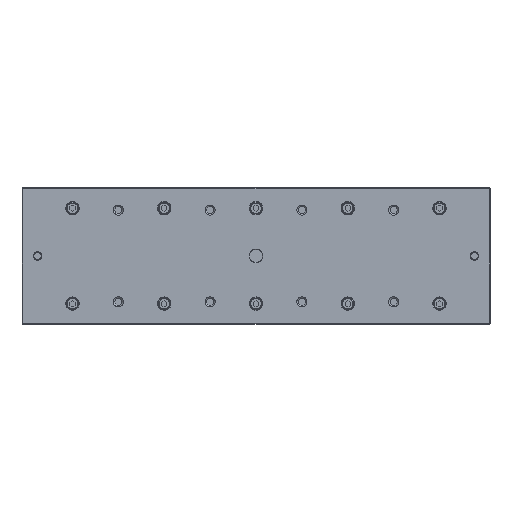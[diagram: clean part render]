
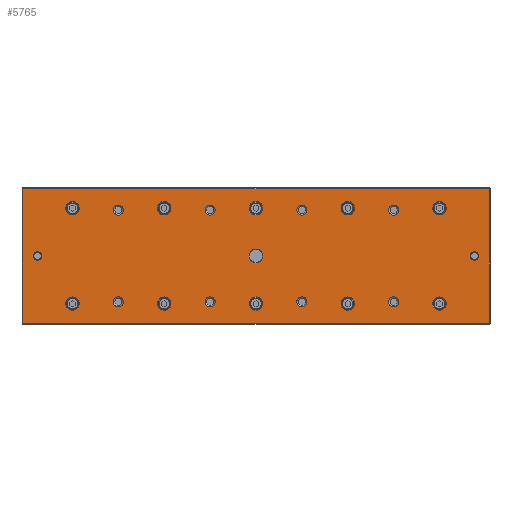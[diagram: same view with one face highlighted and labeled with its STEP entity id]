
A CAD part, top view. The second image highlights one B-rep face of the part: STEP entity #5765.
In plain terms, the highlighted planar face has unit normal (0, 0, 1).
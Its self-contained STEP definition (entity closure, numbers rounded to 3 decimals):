
#4964=FACE_BOUND('',#8693,.T.);
#4965=FACE_BOUND('',#8694,.T.);
#4966=FACE_BOUND('',#8695,.T.);
#4967=FACE_BOUND('',#8696,.T.);
#4968=FACE_BOUND('',#8697,.T.);
#4969=FACE_BOUND('',#8698,.T.);
#4970=FACE_BOUND('',#8699,.T.);
#4971=FACE_BOUND('',#8700,.T.);
#4972=FACE_BOUND('',#8701,.T.);
#4973=FACE_BOUND('',#8702,.T.);
#4974=FACE_BOUND('',#8703,.T.);
#4975=FACE_BOUND('',#8704,.T.);
#4976=FACE_BOUND('',#8705,.T.);
#4977=FACE_BOUND('',#8706,.T.);
#4978=FACE_BOUND('',#8707,.T.);
#4979=FACE_BOUND('',#8708,.T.);
#4980=FACE_BOUND('',#8709,.T.);
#4981=FACE_BOUND('',#8710,.T.);
#4982=FACE_BOUND('',#8711,.T.);
#4983=FACE_BOUND('',#8712,.T.);
#4984=FACE_BOUND('',#8713,.T.);
#4985=FACE_BOUND('',#8714,.T.);
#5387=CIRCLE('',#23400,7.5);
#5388=CIRCLE('',#23401,4.5);
#5389=CIRCLE('',#23402,4.5);
#5390=CIRCLE('',#23403,5.5);
#5391=CIRCLE('',#23404,5.5);
#5392=CIRCLE('',#23405,5.5);
#5393=CIRCLE('',#23406,5.5);
#5394=CIRCLE('',#23407,5.5);
#5395=CIRCLE('',#23408,5.5);
#5396=CIRCLE('',#23409,5.5);
#5397=CIRCLE('',#23410,5.5);
#5398=CIRCLE('',#23411,7.325);
#5399=CIRCLE('',#23412,7.325);
#5400=CIRCLE('',#23413,7.325);
#5401=CIRCLE('',#23414,7.325);
#5402=CIRCLE('',#23415,7.325);
#5403=CIRCLE('',#23416,7.325);
#5404=CIRCLE('',#23417,7.325);
#5405=CIRCLE('',#23418,7.325);
#5406=CIRCLE('',#23419,7.325);
#5407=CIRCLE('',#23420,7.325);
#5765=ADVANCED_FACE('',(#4964,#4965,#4966,#4967,#4968,#4969,#4970,#4971,
#4972,#4973,#4974,#4975,#4976,#4977,#4978,#4979,#4980,#4981,#4982,#4983,
#4984,#4985),#6814,.F.);
#6814=PLANE('',#23421);
#8693=EDGE_LOOP('',(#11135));
#8694=EDGE_LOOP('',(#11136));
#8695=EDGE_LOOP('',(#11137));
#8696=EDGE_LOOP('',(#11138));
#8697=EDGE_LOOP('',(#11139));
#8698=EDGE_LOOP('',(#11140));
#8699=EDGE_LOOP('',(#11141));
#8700=EDGE_LOOP('',(#11142));
#8701=EDGE_LOOP('',(#11143));
#8702=EDGE_LOOP('',(#11144));
#8703=EDGE_LOOP('',(#11145));
#8704=EDGE_LOOP('',(#11146));
#8705=EDGE_LOOP('',(#11147));
#8706=EDGE_LOOP('',(#11148));
#8707=EDGE_LOOP('',(#11149));
#8708=EDGE_LOOP('',(#11150));
#8709=EDGE_LOOP('',(#11151));
#8710=EDGE_LOOP('',(#11152));
#8711=EDGE_LOOP('',(#11153));
#8712=EDGE_LOOP('',(#11154));
#8713=EDGE_LOOP('',(#11155));
#8714=EDGE_LOOP('',(#11156,#11157,#11158,#11159));
#11135=ORIENTED_EDGE('',*,*,#17532,.T.);
#11136=ORIENTED_EDGE('',*,*,#17533,.F.);
#11137=ORIENTED_EDGE('',*,*,#17534,.T.);
#11138=ORIENTED_EDGE('',*,*,#17535,.T.);
#11139=ORIENTED_EDGE('',*,*,#17536,.T.);
#11140=ORIENTED_EDGE('',*,*,#17537,.T.);
#11141=ORIENTED_EDGE('',*,*,#17538,.T.);
#11142=ORIENTED_EDGE('',*,*,#17539,.T.);
#11143=ORIENTED_EDGE('',*,*,#17540,.T.);
#11144=ORIENTED_EDGE('',*,*,#17541,.T.);
#11145=ORIENTED_EDGE('',*,*,#17542,.T.);
#11146=ORIENTED_EDGE('',*,*,#17543,.T.);
#11147=ORIENTED_EDGE('',*,*,#17544,.T.);
#11148=ORIENTED_EDGE('',*,*,#17545,.T.);
#11149=ORIENTED_EDGE('',*,*,#17546,.T.);
#11150=ORIENTED_EDGE('',*,*,#17547,.T.);
#11151=ORIENTED_EDGE('',*,*,#17548,.T.);
#11152=ORIENTED_EDGE('',*,*,#17549,.T.);
#11153=ORIENTED_EDGE('',*,*,#17550,.T.);
#11154=ORIENTED_EDGE('',*,*,#17551,.T.);
#11155=ORIENTED_EDGE('',*,*,#17552,.T.);
#11156=ORIENTED_EDGE('',*,*,#17553,.T.);
#11157=ORIENTED_EDGE('',*,*,#17554,.T.);
#11158=ORIENTED_EDGE('',*,*,#17555,.T.);
#11159=ORIENTED_EDGE('',*,*,#17556,.T.);
#15631=VERTEX_POINT('',#30987);
#15632=VERTEX_POINT('',#30989);
#15633=VERTEX_POINT('',#30991);
#15634=VERTEX_POINT('',#30993);
#15635=VERTEX_POINT('',#30995);
#15636=VERTEX_POINT('',#30997);
#15637=VERTEX_POINT('',#30999);
#15638=VERTEX_POINT('',#31001);
#15639=VERTEX_POINT('',#31003);
#15640=VERTEX_POINT('',#31005);
#15641=VERTEX_POINT('',#31007);
#15642=VERTEX_POINT('',#31009);
#15643=VERTEX_POINT('',#31011);
#15644=VERTEX_POINT('',#31013);
#15645=VERTEX_POINT('',#31015);
#15646=VERTEX_POINT('',#31017);
#15647=VERTEX_POINT('',#31019);
#15648=VERTEX_POINT('',#31021);
#15649=VERTEX_POINT('',#31023);
#15650=VERTEX_POINT('',#31025);
#15651=VERTEX_POINT('',#31027);
#15652=VERTEX_POINT('',#31029);
#15653=VERTEX_POINT('',#31030);
#15654=VERTEX_POINT('',#31032);
#15655=VERTEX_POINT('',#31034);
#17532=EDGE_CURVE('',#15631,#15631,#5387,.T.);
#17533=EDGE_CURVE('',#15632,#15632,#5388,.T.);
#17534=EDGE_CURVE('',#15633,#15633,#5389,.T.);
#17535=EDGE_CURVE('',#15634,#15634,#5390,.T.);
#17536=EDGE_CURVE('',#15635,#15635,#5391,.T.);
#17537=EDGE_CURVE('',#15636,#15636,#5392,.T.);
#17538=EDGE_CURVE('',#15637,#15637,#5393,.T.);
#17539=EDGE_CURVE('',#15638,#15638,#5394,.T.);
#17540=EDGE_CURVE('',#15639,#15639,#5395,.T.);
#17541=EDGE_CURVE('',#15640,#15640,#5396,.T.);
#17542=EDGE_CURVE('',#15641,#15641,#5397,.T.);
#17543=EDGE_CURVE('',#15642,#15642,#5398,.T.);
#17544=EDGE_CURVE('',#15643,#15643,#5399,.T.);
#17545=EDGE_CURVE('',#15644,#15644,#5400,.T.);
#17546=EDGE_CURVE('',#15645,#15645,#5401,.T.);
#17547=EDGE_CURVE('',#15646,#15646,#5402,.T.);
#17548=EDGE_CURVE('',#15647,#15647,#5403,.T.);
#17549=EDGE_CURVE('',#15648,#15648,#5404,.T.);
#17550=EDGE_CURVE('',#15649,#15649,#5405,.T.);
#17551=EDGE_CURVE('',#15650,#15650,#5406,.T.);
#17552=EDGE_CURVE('',#15651,#15651,#5407,.T.);
#17553=EDGE_CURVE('',#15652,#15653,#19826,.T.);
#17554=EDGE_CURVE('',#15653,#15654,#19827,.T.);
#17555=EDGE_CURVE('',#15654,#15655,#19828,.T.);
#17556=EDGE_CURVE('',#15655,#15652,#19829,.T.);
#19826=LINE('',#31028,#21776);
#19827=LINE('',#31031,#21777);
#19828=LINE('',#31033,#21778);
#19829=LINE('',#31035,#21779);
#21776=VECTOR('',#25649,1.);
#21777=VECTOR('',#25650,1.);
#21778=VECTOR('',#25651,1.);
#21779=VECTOR('',#25652,1.);
#23400=AXIS2_PLACEMENT_3D('',#30986,#25607,#25608);
#23401=AXIS2_PLACEMENT_3D('',#30988,#25609,#25610);
#23402=AXIS2_PLACEMENT_3D('',#30990,#25611,#25612);
#23403=AXIS2_PLACEMENT_3D('',#30992,#25613,#25614);
#23404=AXIS2_PLACEMENT_3D('',#30994,#25615,#25616);
#23405=AXIS2_PLACEMENT_3D('',#30996,#25617,#25618);
#23406=AXIS2_PLACEMENT_3D('',#30998,#25619,#25620);
#23407=AXIS2_PLACEMENT_3D('',#31000,#25621,#25622);
#23408=AXIS2_PLACEMENT_3D('',#31002,#25623,#25624);
#23409=AXIS2_PLACEMENT_3D('',#31004,#25625,#25626);
#23410=AXIS2_PLACEMENT_3D('',#31006,#25627,#25628);
#23411=AXIS2_PLACEMENT_3D('',#31008,#25629,#25630);
#23412=AXIS2_PLACEMENT_3D('',#31010,#25631,#25632);
#23413=AXIS2_PLACEMENT_3D('',#31012,#25633,#25634);
#23414=AXIS2_PLACEMENT_3D('',#31014,#25635,#25636);
#23415=AXIS2_PLACEMENT_3D('',#31016,#25637,#25638);
#23416=AXIS2_PLACEMENT_3D('',#31018,#25639,#25640);
#23417=AXIS2_PLACEMENT_3D('',#31020,#25641,#25642);
#23418=AXIS2_PLACEMENT_3D('',#31022,#25643,#25644);
#23419=AXIS2_PLACEMENT_3D('',#31024,#25645,#25646);
#23420=AXIS2_PLACEMENT_3D('',#31026,#25647,#25648);
#23421=AXIS2_PLACEMENT_3D('',#31036,#25653,#25654);
#25607=DIRECTION('',(0.,0.,-1.));
#25608=DIRECTION('',(-1.,0.,0.));
#25609=DIRECTION('',(0.,0.,1.));
#25610=DIRECTION('',(1.,0.,0.));
#25611=DIRECTION('',(0.,0.,-1.));
#25612=DIRECTION('',(-1.,0.,0.));
#25613=DIRECTION('',(0.,0.,-1.));
#25614=DIRECTION('',(-1.,0.,0.));
#25615=DIRECTION('',(0.,0.,-1.));
#25616=DIRECTION('',(-1.,0.,0.));
#25617=DIRECTION('',(0.,0.,-1.));
#25618=DIRECTION('',(-1.,0.,0.));
#25619=DIRECTION('',(0.,0.,-1.));
#25620=DIRECTION('',(-1.,0.,0.));
#25621=DIRECTION('',(0.,0.,-1.));
#25622=DIRECTION('',(-1.,0.,0.));
#25623=DIRECTION('',(0.,0.,-1.));
#25624=DIRECTION('',(-1.,0.,0.));
#25625=DIRECTION('',(0.,0.,-1.));
#25626=DIRECTION('',(-1.,0.,0.));
#25627=DIRECTION('',(0.,0.,-1.));
#25628=DIRECTION('',(-1.,0.,0.));
#25629=DIRECTION('',(0.,0.,-1.));
#25630=DIRECTION('',(-1.,0.,0.));
#25631=DIRECTION('',(0.,0.,-1.));
#25632=DIRECTION('',(-1.,0.,0.));
#25633=DIRECTION('',(0.,0.,-1.));
#25634=DIRECTION('',(-1.,0.,0.));
#25635=DIRECTION('',(0.,0.,-1.));
#25636=DIRECTION('',(-1.,0.,0.));
#25637=DIRECTION('',(0.,0.,-1.));
#25638=DIRECTION('',(-1.,0.,0.));
#25639=DIRECTION('',(0.,0.,-1.));
#25640=DIRECTION('',(-1.,0.,0.));
#25641=DIRECTION('',(0.,0.,-1.));
#25642=DIRECTION('',(-1.,0.,0.));
#25643=DIRECTION('',(0.,0.,-1.));
#25644=DIRECTION('',(-1.,0.,0.));
#25645=DIRECTION('',(0.,0.,-1.));
#25646=DIRECTION('',(-1.,0.,0.));
#25647=DIRECTION('',(0.,0.,-1.));
#25648=DIRECTION('',(-1.,0.,0.));
#25649=DIRECTION('',(1.,0.,0.));
#25650=DIRECTION('',(0.,1.,0.));
#25651=DIRECTION('',(-1.,0.,0.));
#25652=DIRECTION('',(0.,-1.,0.));
#25653=DIRECTION('',(0.,0.,-1.));
#25654=DIRECTION('',(-1.,0.,0.));
#30986=CARTESIAN_POINT('',(335.,74.2,60.));
#30987=CARTESIAN_POINT('',(327.5,74.2,60.));
#30988=CARTESIAN_POINT('',(573.,74.2,60.));
#30989=CARTESIAN_POINT('',(577.5,74.2,60.));
#30990=CARTESIAN_POINT('',(97.,74.2,60.));
#30991=CARTESIAN_POINT('',(92.5,74.2,60.));
#30992=CARTESIAN_POINT('',(485.,24.2,60.));
#30993=CARTESIAN_POINT('',(479.5,24.2,60.));
#30994=CARTESIAN_POINT('',(485.,124.2,60.));
#30995=CARTESIAN_POINT('',(479.5,124.2,60.));
#30996=CARTESIAN_POINT('',(385.,24.2,60.));
#30997=CARTESIAN_POINT('',(379.5,24.2,60.));
#30998=CARTESIAN_POINT('',(385.,124.2,60.));
#30999=CARTESIAN_POINT('',(379.5,124.2,60.));
#31000=CARTESIAN_POINT('',(285.,24.2,60.));
#31001=CARTESIAN_POINT('',(279.5,24.2,60.));
#31002=CARTESIAN_POINT('',(285.,124.2,60.));
#31003=CARTESIAN_POINT('',(279.5,124.2,60.));
#31004=CARTESIAN_POINT('',(185.,24.2,60.));
#31005=CARTESIAN_POINT('',(179.5,24.2,60.));
#31006=CARTESIAN_POINT('',(185.,124.2,60.));
#31007=CARTESIAN_POINT('',(179.5,124.2,60.));
#31008=CARTESIAN_POINT('',(535.,22.2,60.));
#31009=CARTESIAN_POINT('',(527.675,22.2,60.));
#31010=CARTESIAN_POINT('',(535.,126.2,60.));
#31011=CARTESIAN_POINT('',(527.675,126.2,60.));
#31012=CARTESIAN_POINT('',(435.,22.2,60.));
#31013=CARTESIAN_POINT('',(427.675,22.2,60.));
#31014=CARTESIAN_POINT('',(435.,126.2,60.));
#31015=CARTESIAN_POINT('',(427.675,126.2,60.));
#31016=CARTESIAN_POINT('',(335.,22.2,60.));
#31017=CARTESIAN_POINT('',(327.675,22.2,60.));
#31018=CARTESIAN_POINT('',(335.,126.2,60.));
#31019=CARTESIAN_POINT('',(327.675,126.2,60.));
#31020=CARTESIAN_POINT('',(235.,22.2,60.));
#31021=CARTESIAN_POINT('',(227.675,22.2,60.));
#31022=CARTESIAN_POINT('',(235.,126.2,60.));
#31023=CARTESIAN_POINT('',(227.675,126.2,60.));
#31024=CARTESIAN_POINT('',(135.,22.2,60.));
#31025=CARTESIAN_POINT('',(127.675,22.2,60.));
#31026=CARTESIAN_POINT('',(135.,126.2,60.));
#31027=CARTESIAN_POINT('',(127.675,126.2,60.));
#31028=CARTESIAN_POINT('',(590.,0.7,60.));
#31029=CARTESIAN_POINT('',(81.,0.7,60.));
#31030=CARTESIAN_POINT('',(589.,0.7,60.));
#31031=CARTESIAN_POINT('',(589.,148.4,60.));
#31032=CARTESIAN_POINT('',(589.,147.7,60.));
#31033=CARTESIAN_POINT('',(590.,147.7,60.));
#31034=CARTESIAN_POINT('',(81.,147.7,60.));
#31035=CARTESIAN_POINT('',(81.,0.7,60.));
#31036=CARTESIAN_POINT('',(590.,148.4,60.));
